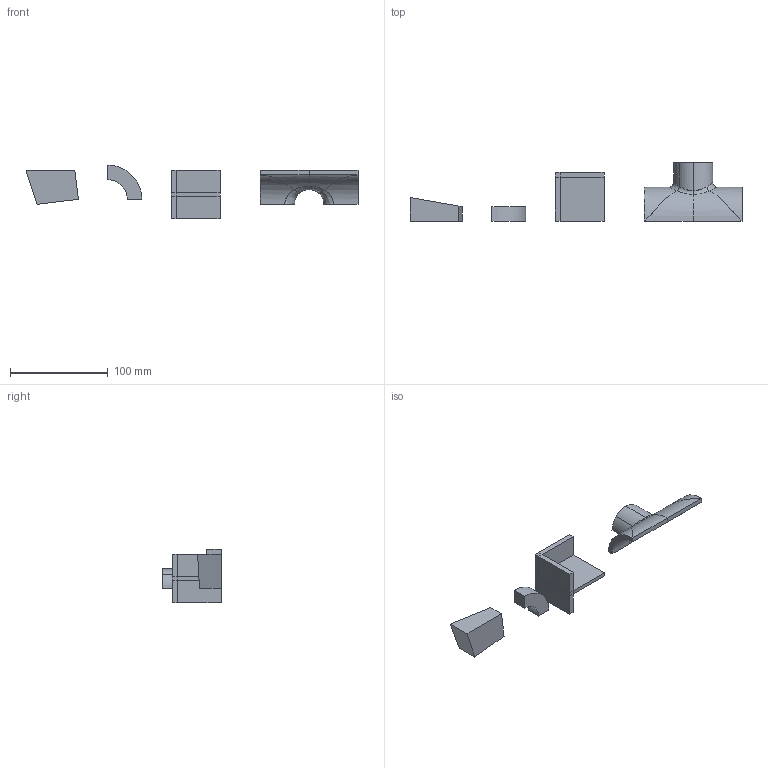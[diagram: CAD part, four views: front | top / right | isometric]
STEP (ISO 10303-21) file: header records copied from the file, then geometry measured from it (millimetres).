
FILE_DESCRIPTION (( 'STEP AP214' ), '1' );
FILE_NAME ('gmsh_transfinite_2.STEP', '2023-10-27T10:01:35', ( '' ), ( '' ), 'SwSTEP 2.0', 'SolidWorks 2022', '' );
FILE_SCHEMA (( 'AUTOMOTIVE_DESIGN' ));
Length unit declared in the file: millimetre
Products named in the file (5): tr2; tr3; tr4; gmsh_transfinite_2; tr1
Assembly tree (4 placements, depth 2):
  gmsh_transfinite_2
    tr1
    tr2
    tr3
    tr4
Bounding box: 340 x 60 x 55.1 mm (x, y, z)
Volume: 101809.8 mm3; surface area: 45625.7 mm2
Topology: 24 solids, 24 shells, 144 faces, 288 edges, 192 vertices
Faces by surface type: plane 98, bspline 28, cylinder 18
Entity records: 14275 total; most frequent: CARTESIAN_POINT 11100, ORIENTED_EDGE 576, DIRECTION 474, EDGE_CURVE 288, VERTEX_POINT 192, VECTOR 188, LINE 188, ADVANCED_FACE 144
